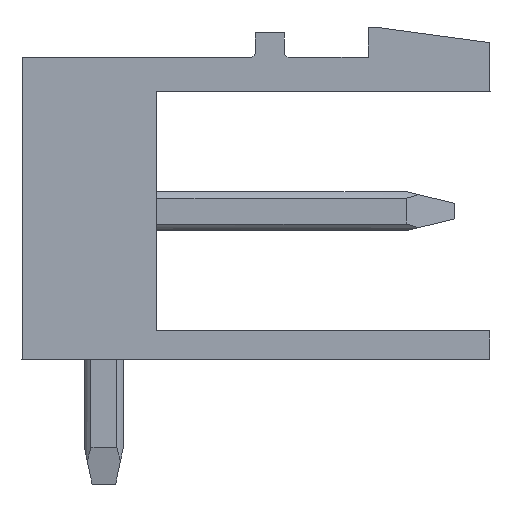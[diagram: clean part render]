
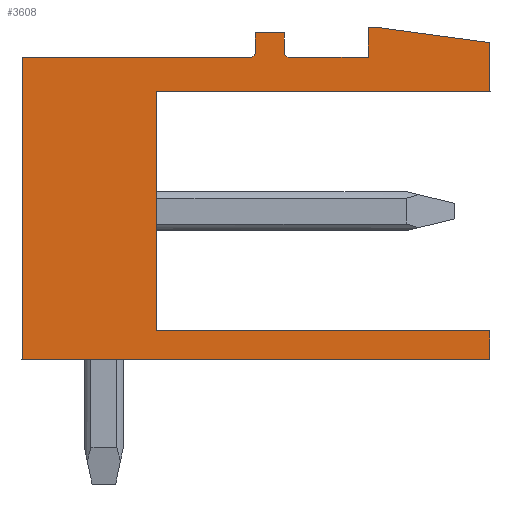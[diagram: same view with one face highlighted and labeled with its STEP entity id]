
A CAD part, left-side view. The second image highlights one B-rep face of the part: STEP entity #3608.
In plain terms, the highlighted planar face has unit normal (-1, 0, 0).
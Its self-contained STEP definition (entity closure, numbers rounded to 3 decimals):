
#1827=AXIS2_PLACEMENT_3D('Circle Axis2P3D',#1825,#1826,$) ;
#1951=AXIS2_PLACEMENT_3D('Circle Axis2P3D',#1949,#1950,$) ;
#3587=AXIS2_PLACEMENT_3D('Plane Axis2P3D',#3584,#3585,#3586) ;
#49=CARTESIAN_POINT('Vertex',(0.,8.55,3.93)) ;
#52=CARTESIAN_POINT('Line Origine',(0.,4.275,3.93)) ;
#56=CARTESIAN_POINT('Vertex',(0.,0.,3.93)) ;
#87=CARTESIAN_POINT('Vertex',(0.,8.55,10.06)) ;
#90=CARTESIAN_POINT('Line Origine',(0.,8.55,6.995)) ;
#1636=CARTESIAN_POINT('Vertex',(0.,0.,10.06)) ;
#1639=CARTESIAN_POINT('Line Origine',(0.,4.275,10.06)) ;
#1667=CARTESIAN_POINT('Vertex',(0.,0.,11.32)) ;
#1670=CARTESIAN_POINT('Line Origine',(0.,0.,10.69)) ;
#1698=CARTESIAN_POINT('Vertex',(0.,2.8,11.7)) ;
#1701=CARTESIAN_POINT('Line Origine',(0.,1.4,11.51)) ;
#1729=CARTESIAN_POINT('Vertex',(0.,3.12,11.7)) ;
#1732=CARTESIAN_POINT('Line Origine',(0.,2.96,11.7)) ;
#1760=CARTESIAN_POINT('Vertex',(0.,3.12,10.95)) ;
#1763=CARTESIAN_POINT('Line Origine',(0.,3.12,11.325)) ;
#1791=CARTESIAN_POINT('Vertex',(0.,5.17,10.95)) ;
#1794=CARTESIAN_POINT('Line Origine',(0.,4.145,10.95)) ;
#1822=CARTESIAN_POINT('Vertex',(0.,5.27,11.05)) ;
#1825=CARTESIAN_POINT('Axis2P3D Location',(0.,5.17,11.05)) ;
#1853=CARTESIAN_POINT('Vertex',(0.,5.27,11.57)) ;
#1856=CARTESIAN_POINT('Line Origine',(0.,5.27,11.31)) ;
#1884=CARTESIAN_POINT('Vertex',(0.,6.02,11.57)) ;
#1887=CARTESIAN_POINT('Line Origine',(0.,5.645,11.57)) ;
#1915=CARTESIAN_POINT('Vertex',(0.,6.02,11.05)) ;
#1918=CARTESIAN_POINT('Line Origine',(0.,6.02,11.31)) ;
#1946=CARTESIAN_POINT('Vertex',(0.,6.12,10.95)) ;
#1949=CARTESIAN_POINT('Axis2P3D Location',(0.,6.12,11.05)) ;
#1972=CARTESIAN_POINT('Vertex',(0.,12.,10.95)) ;
#1975=CARTESIAN_POINT('Line Origine',(0.,9.06,10.95)) ;
#2003=CARTESIAN_POINT('Vertex',(0.,12.,3.2)) ;
#2006=CARTESIAN_POINT('Line Origine',(0.,12.,7.075)) ;
#2034=CARTESIAN_POINT('Vertex',(0.,0.,3.2)) ;
#2037=CARTESIAN_POINT('Line Origine',(0.,6.,3.2)) ;
#3572=CARTESIAN_POINT('Line Origine',(0.,0.,3.565)) ;
#3584=CARTESIAN_POINT('Axis2P3D Location',(0.,0.,0.)) ;
#53=DIRECTION('Vector Direction',(0.,1.,0.)) ;
#91=DIRECTION('Vector Direction',(0.,0.,-1.)) ;
#1640=DIRECTION('Vector Direction',(0.,-1.,0.)) ;
#1671=DIRECTION('Vector Direction',(0.,0.,1.)) ;
#1702=DIRECTION('Vector Direction',(0.,0.991,0.134)) ;
#1733=DIRECTION('Vector Direction',(0.,1.,0.)) ;
#1764=DIRECTION('Vector Direction',(0.,0.,-1.)) ;
#1795=DIRECTION('Vector Direction',(0.,1.,0.)) ;
#1826=DIRECTION('Axis2P3D Direction',(-1.,0.,0.)) ;
#1857=DIRECTION('Vector Direction',(0.,0.,1.)) ;
#1888=DIRECTION('Vector Direction',(0.,1.,0.)) ;
#1919=DIRECTION('Vector Direction',(0.,0.,-1.)) ;
#1950=DIRECTION('Axis2P3D Direction',(-1.,0.,0.)) ;
#1976=DIRECTION('Vector Direction',(0.,1.,0.)) ;
#2007=DIRECTION('Vector Direction',(0.,0.,-1.)) ;
#2038=DIRECTION('Vector Direction',(0.,1.,0.)) ;
#3573=DIRECTION('Vector Direction',(0.,0.,-1.)) ;
#3585=DIRECTION('Axis2P3D Direction',(-1.,0.,0.)) ;
#3586=DIRECTION('Axis2P3D XDirection',(0.,0.,1.)) ;
#54=VECTOR('Line Direction',#53,1.) ;
#92=VECTOR('Line Direction',#91,1.) ;
#1641=VECTOR('Line Direction',#1640,1.) ;
#1672=VECTOR('Line Direction',#1671,1.) ;
#1703=VECTOR('Line Direction',#1702,1.) ;
#1734=VECTOR('Line Direction',#1733,1.) ;
#1765=VECTOR('Line Direction',#1764,1.) ;
#1796=VECTOR('Line Direction',#1795,1.) ;
#1858=VECTOR('Line Direction',#1857,1.) ;
#1889=VECTOR('Line Direction',#1888,1.) ;
#1920=VECTOR('Line Direction',#1919,1.) ;
#1977=VECTOR('Line Direction',#1976,1.) ;
#2008=VECTOR('Line Direction',#2007,1.) ;
#2039=VECTOR('Line Direction',#2038,1.) ;
#3574=VECTOR('Line Direction',#3573,1.) ;
#3590=ORIENTED_EDGE('',*,*,#58,.T.) ;
#3591=ORIENTED_EDGE('',*,*,#94,.T.) ;
#3592=ORIENTED_EDGE('',*,*,#1643,.T.) ;
#3593=ORIENTED_EDGE('',*,*,#1674,.T.) ;
#3594=ORIENTED_EDGE('',*,*,#1705,.T.) ;
#3595=ORIENTED_EDGE('',*,*,#1736,.T.) ;
#3596=ORIENTED_EDGE('',*,*,#1767,.T.) ;
#3597=ORIENTED_EDGE('',*,*,#1798,.T.) ;
#3598=ORIENTED_EDGE('',*,*,#1829,.T.) ;
#3599=ORIENTED_EDGE('',*,*,#1860,.T.) ;
#3600=ORIENTED_EDGE('',*,*,#1891,.T.) ;
#3601=ORIENTED_EDGE('',*,*,#1922,.T.) ;
#3602=ORIENTED_EDGE('',*,*,#1953,.T.) ;
#3603=ORIENTED_EDGE('',*,*,#1979,.T.) ;
#3604=ORIENTED_EDGE('',*,*,#2010,.T.) ;
#3605=ORIENTED_EDGE('',*,*,#2041,.T.) ;
#3606=ORIENTED_EDGE('',*,*,#3576,.T.) ;
#3608=ADVANCED_FACE('Housing',(#3607),#3588,.T.) ;
#1828=CIRCLE('generated circle',#1827,0.1) ;
#1952=CIRCLE('generated circle',#1951,0.1) ;
#58=EDGE_CURVE('',#57,#50,#55,.T.) ;
#94=EDGE_CURVE('',#50,#88,#93,.F.) ;
#1643=EDGE_CURVE('',#88,#1637,#1642,.T.) ;
#1674=EDGE_CURVE('',#1637,#1668,#1673,.T.) ;
#1705=EDGE_CURVE('',#1668,#1699,#1704,.T.) ;
#1736=EDGE_CURVE('',#1699,#1730,#1735,.T.) ;
#1767=EDGE_CURVE('',#1730,#1761,#1766,.T.) ;
#1798=EDGE_CURVE('',#1761,#1792,#1797,.T.) ;
#1829=EDGE_CURVE('',#1792,#1823,#1828,.F.) ;
#1860=EDGE_CURVE('',#1823,#1854,#1859,.T.) ;
#1891=EDGE_CURVE('',#1854,#1885,#1890,.T.) ;
#1922=EDGE_CURVE('',#1885,#1916,#1921,.T.) ;
#1953=EDGE_CURVE('',#1916,#1947,#1952,.F.) ;
#1979=EDGE_CURVE('',#1947,#1973,#1978,.T.) ;
#2010=EDGE_CURVE('',#1973,#2004,#2009,.T.) ;
#2041=EDGE_CURVE('',#2004,#2035,#2040,.F.) ;
#3576=EDGE_CURVE('',#2035,#57,#3575,.F.) ;
#3589=EDGE_LOOP('',(#3590,#3591,#3592,#3593,#3594,#3595,#3596,#3597,#3598,#3599,#3600,#3601,#3602,#3603,#3604,#3605,#3606)) ;
#3607=FACE_OUTER_BOUND('',#3589,.T.) ;
#55=LINE('Line',#52,#54) ;
#93=LINE('Line',#90,#92) ;
#1642=LINE('Line',#1639,#1641) ;
#1673=LINE('Line',#1670,#1672) ;
#1704=LINE('Line',#1701,#1703) ;
#1735=LINE('Line',#1732,#1734) ;
#1766=LINE('Line',#1763,#1765) ;
#1797=LINE('Line',#1794,#1796) ;
#1859=LINE('Line',#1856,#1858) ;
#1890=LINE('Line',#1887,#1889) ;
#1921=LINE('Line',#1918,#1920) ;
#1978=LINE('Line',#1975,#1977) ;
#2009=LINE('Line',#2006,#2008) ;
#2040=LINE('Line',#2037,#2039) ;
#3575=LINE('Line',#3572,#3574) ;
#3588=PLANE('',#3587) ;
#50=VERTEX_POINT('',#49) ;
#57=VERTEX_POINT('',#56) ;
#88=VERTEX_POINT('',#87) ;
#1637=VERTEX_POINT('',#1636) ;
#1668=VERTEX_POINT('',#1667) ;
#1699=VERTEX_POINT('',#1698) ;
#1730=VERTEX_POINT('',#1729) ;
#1761=VERTEX_POINT('',#1760) ;
#1792=VERTEX_POINT('',#1791) ;
#1823=VERTEX_POINT('',#1822) ;
#1854=VERTEX_POINT('',#1853) ;
#1885=VERTEX_POINT('',#1884) ;
#1916=VERTEX_POINT('',#1915) ;
#1947=VERTEX_POINT('',#1946) ;
#1973=VERTEX_POINT('',#1972) ;
#2004=VERTEX_POINT('',#2003) ;
#2035=VERTEX_POINT('',#2034) ;
